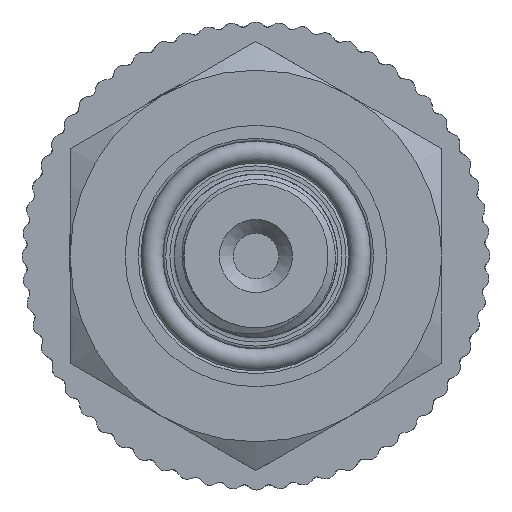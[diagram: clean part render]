
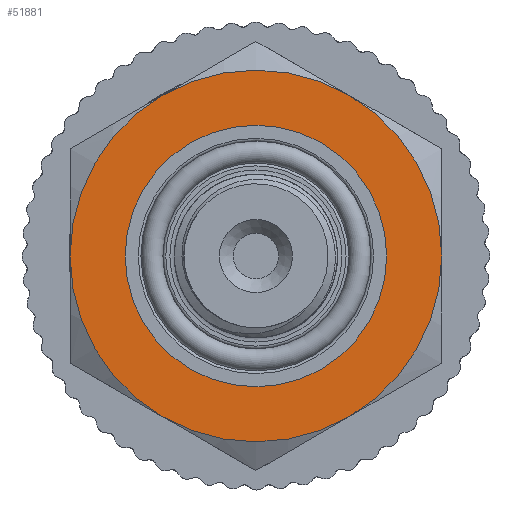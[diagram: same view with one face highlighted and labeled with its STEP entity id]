
A CAD part, left-side view. The second image highlights one B-rep face of the part: STEP entity #51881.
In plain terms, the highlighted face is planar.
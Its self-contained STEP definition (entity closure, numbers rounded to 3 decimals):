
#1071=FACE_BOUND('',#8412,.T.);
#2967=PLANE('',#55969);
#5673=FACE_OUTER_BOUND('',#8411,.T.);
#8411=EDGE_LOOP('',(#48405));
#8412=EDGE_LOOP('',(#48406));
#9238=CIRCLE('',#55932,13.5);
#9261=CIRCLE('',#55970,9.5);
#24802=VERTEX_POINT('',#113613);
#24820=VERTEX_POINT('',#113676);
#32653=EDGE_CURVE('',#24802,#24802,#9238,.T.);
#32683=EDGE_CURVE('',#24820,#24820,#9261,.T.);
#48405=ORIENTED_EDGE('',*,*,#32653,.T.);
#48406=ORIENTED_EDGE('',*,*,#32683,.F.);
#51881=ADVANCED_FACE('',(#5673,#1071),#2967,.T.);
#55932=AXIS2_PLACEMENT_3D('',#113614,#68189,#68190);
#55969=AXIS2_PLACEMENT_3D('',#113675,#68270,#68271);
#55970=AXIS2_PLACEMENT_3D('',#113677,#68272,#68273);
#68189=DIRECTION('center_axis',(1.,0.,0.));
#68190=DIRECTION('ref_axis',(0.,0.,-1.));
#68270=DIRECTION('center_axis',(1.,0.,0.));
#68271=DIRECTION('ref_axis',(0.,0.,-1.));
#68272=DIRECTION('center_axis',(1.,0.,0.));
#68273=DIRECTION('ref_axis',(0.,0.,-1.));
#113613=CARTESIAN_POINT('',(-14.,-13.5,0.));
#113614=CARTESIAN_POINT('Origin',(-14.,0.,0.));
#113675=CARTESIAN_POINT('Origin',(-14.,9.5,0.));
#113676=CARTESIAN_POINT('',(-14.,-9.5,0.));
#113677=CARTESIAN_POINT('Origin',(-14.,0.,0.));
